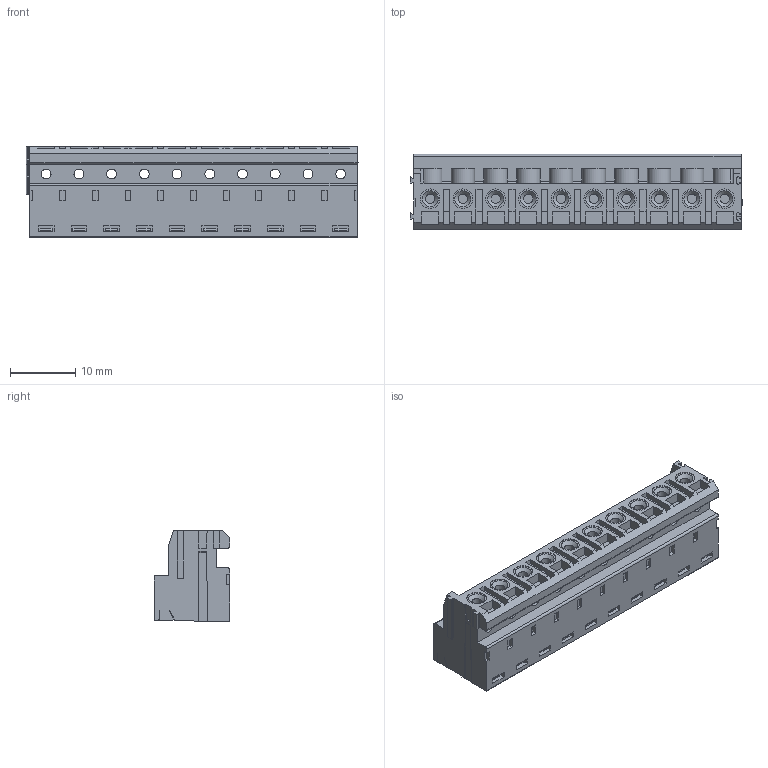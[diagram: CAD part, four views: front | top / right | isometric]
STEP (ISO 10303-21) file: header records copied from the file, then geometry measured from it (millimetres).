
FILE_DESCRIPTION(('STEP AP214'),'1');
FILE_NAME('SHCS10-5.stp','2018-11-12T16:58:03',(' '),(' '),'Spatial InterOp 3D',' ',' ');
FILE_SCHEMA(('AUTOMOTIVE_DESIGN { 1 0 10303 214 1 1 1 1 }'));
Length unit declared in the file: metre
Products named in the file (1): 1
Bounding box: 50.73 x 11.5 x 13.9 mm (x, y, z)
Volume: 5338.3 mm3; surface area: 6120.6 mm2
Topology: 1 solids, 1 shells, 1011 faces, 2781 edges, 1836 vertices
Faces by surface type: plane 821, cylinder 160, cone 30
Full cylindrical faces by diameter (mm): 1.45 x10, 1.5 x10, 2.6 x10, 2.7 x10, 3 x10, 3.6 x18, 3.8 x10
Entity records: 39300 total; most frequent: CARTESIAN_POINT 5919, ORIENTED_EDGE 5198, DIRECTION 4933, EDGE_CURVE 2599, LINE 2225, VECTOR 2225, VERTEX_POINT 1764, AXIS2_PLACEMENT_3D 1354
